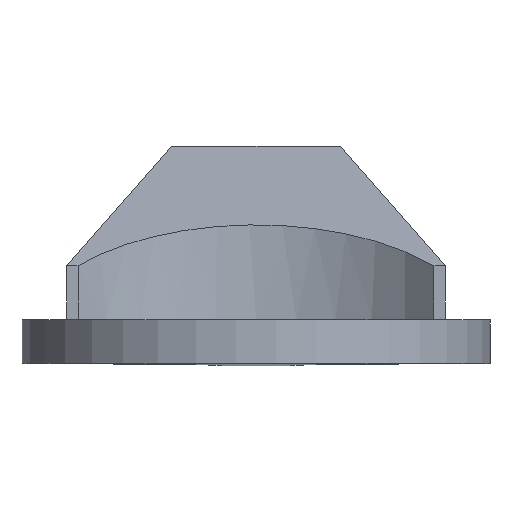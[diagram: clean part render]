
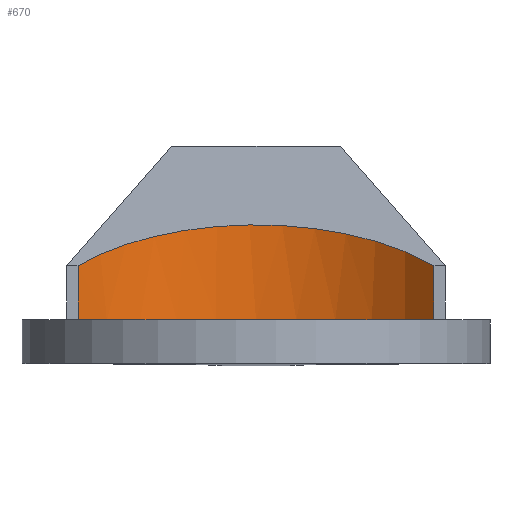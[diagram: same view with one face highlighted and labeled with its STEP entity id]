
A CAD part, top view. The second image highlights one B-rep face of the part: STEP entity #670.
In plain terms, the highlighted cylindrical face has radius 10.75 mm (diameter 21.5 mm), a partial arc.
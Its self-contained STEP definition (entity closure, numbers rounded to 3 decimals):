
#15=ELLIPSE('',#727,12.019,10.75);
#73=FACE_OUTER_BOUND('',#113,.T.);
#113=EDGE_LOOP('',(#551,#552,#553,#554));
#186=LINE('',#1051,#265);
#190=LINE('',#1061,#269);
#265=VECTOR('',#855,10.);
#269=VECTOR('',#863,10.);
#299=CIRCLE('',#728,10.75);
#347=VERTEX_POINT('',#1049);
#348=VERTEX_POINT('',#1050);
#351=VERTEX_POINT('',#1058);
#352=VERTEX_POINT('',#1060);
#424=EDGE_CURVE('',#347,#348,#186,.T.);
#428=EDGE_CURVE('',#348,#351,#15,.T.);
#429=EDGE_CURVE('',#351,#352,#190,.T.);
#430=EDGE_CURVE('',#347,#352,#299,.T.);
#551=ORIENTED_EDGE('',*,*,#424,.T.);
#552=ORIENTED_EDGE('',*,*,#428,.T.);
#553=ORIENTED_EDGE('',*,*,#429,.T.);
#554=ORIENTED_EDGE('',*,*,#430,.F.);
#645=CYLINDRICAL_SURFACE('',#726,10.75);
#670=ADVANCED_FACE('',(#73),#645,.F.);
#726=AXIS2_PLACEMENT_3D('',#1057,#859,#860);
#727=AXIS2_PLACEMENT_3D('',#1059,#861,#862);
#728=AXIS2_PLACEMENT_3D('',#1062,#864,#865);
#855=DIRECTION('',(0.,1.,0.));
#859=DIRECTION('center_axis',(0.,1.,0.));
#860=DIRECTION('ref_axis',(-1.,0.,0.));
#861=DIRECTION('center_axis',(0.,0.894,0.447));
#862=DIRECTION('ref_axis',(0.,-0.447,0.894));
#863=DIRECTION('',(0.,-1.,0.));
#864=DIRECTION('center_axis',(0.,1.,0.));
#865=DIRECTION('ref_axis',(-1.,0.,0.));
#1049=CARTESIAN_POINT('',(8.159,2.,-7.));
#1050=CARTESIAN_POINT('',(8.159,4.5,-7.));
#1051=CARTESIAN_POINT('',(8.159,2.,-7.));
#1057=CARTESIAN_POINT('Origin',(0.,2.,0.));
#1058=CARTESIAN_POINT('',(-8.159,4.5,-7.));
#1059=CARTESIAN_POINT('Origin',(0.,1.,0.));
#1060=CARTESIAN_POINT('',(-8.159,2.,-7.));
#1061=CARTESIAN_POINT('',(-8.159,2.,-7.));
#1062=CARTESIAN_POINT('Origin',(0.,2.,0.));
